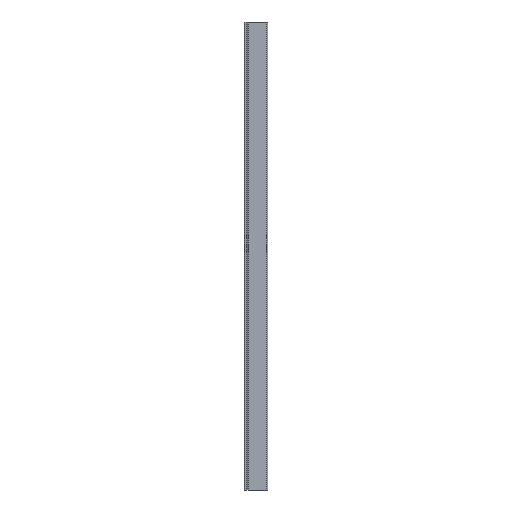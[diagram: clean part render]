
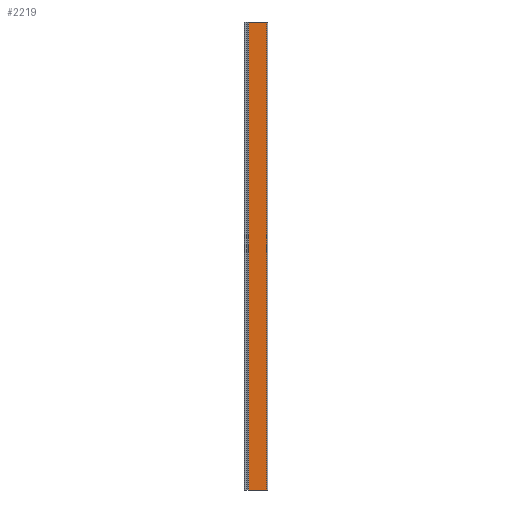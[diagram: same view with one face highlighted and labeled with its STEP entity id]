
A CAD part, left-side view. The second image highlights one B-rep face of the part: STEP entity #2219.
In plain terms, the highlighted planar face has unit normal (-1, 0, 0).
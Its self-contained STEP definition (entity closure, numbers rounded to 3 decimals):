
#2 = LINE ( 'NONE', #771, #2482 ) ;
#40 = PLANE ( 'NONE',  #1158 ) ;
#228 = ORIENTED_EDGE ( 'NONE', *, *, #486, .F. ) ;
#285 = LINE ( 'NONE', #299, #2512 ) ;
#299 = CARTESIAN_POINT ( 'NONE',  ( -19.4, -76.2, 0. ) ) ;
#376 = ORIENTED_EDGE ( 'NONE', *, *, #2498, .T. ) ;
#421 = DIRECTION ( 'NONE',  ( 0., -1., 0. ) ) ;
#423 = CARTESIAN_POINT ( 'NONE',  ( -19.4, 5.406, -2000. ) ) ;
#428 = VERTEX_POINT ( 'NONE', #689 ) ;
#486 = EDGE_CURVE ( 'NONE', #2049, #428, #285, .T. ) ;
#689 = CARTESIAN_POINT ( 'NONE',  ( -19.4, -73.5, 0. ) ) ;
#771 = CARTESIAN_POINT ( 'NONE',  ( -19.4, -73.5, -250. ) ) ;
#840 = VECTOR ( 'NONE', #2462, 1000. ) ;
#906 = DIRECTION ( 'NONE',  ( 0., -1., 0. ) ) ;
#1124 = EDGE_CURVE ( 'NONE', #1430, #2360, #2570, .T. ) ;
#1158 = AXIS2_PLACEMENT_3D ( 'NONE', #1662, #1658, #2089 ) ;
#1237 = VECTOR ( 'NONE', #421, 1000. ) ;
#1430 = VERTEX_POINT ( 'NONE', #1604 ) ;
#1604 = CARTESIAN_POINT ( 'NONE',  ( -19.4, 5.406, -2000. ) ) ;
#1658 = DIRECTION ( 'NONE',  ( -1., 0., 0. ) ) ;
#1662 = CARTESIAN_POINT ( 'NONE',  ( -19.4, 6.937, -287.5 ) ) ;
#1739 = CARTESIAN_POINT ( 'NONE',  ( -19.4, 5.406, 0. ) ) ;
#1863 = EDGE_CURVE ( 'NONE', #428, #2360, #2, .T. ) ;
#1941 = DIRECTION ( 'NONE',  ( 0., 0., -1. ) ) ;
#1962 = CARTESIAN_POINT ( 'NONE',  ( -19.4, -73.5, -2000. ) ) ;
#2049 = VERTEX_POINT ( 'NONE', #1739 ) ;
#2089 = DIRECTION ( 'NONE',  ( 0., 0., 1. ) ) ;
#2204 = FACE_OUTER_BOUND ( 'NONE', #2638, .T. ) ;
#2219 = ADVANCED_FACE ( 'NONE', ( #2204 ), #40, .T. ) ;
#2258 = ORIENTED_EDGE ( 'NONE', *, *, #1863, .F. ) ;
#2360 = VERTEX_POINT ( 'NONE', #1962 ) ;
#2462 = DIRECTION ( 'NONE',  ( 0., 0., -1. ) ) ;
#2476 = LINE ( 'NONE', #2516, #840 ) ;
#2482 = VECTOR ( 'NONE', #1941, 1000. ) ;
#2498 = EDGE_CURVE ( 'NONE', #2049, #1430, #2476, .T. ) ;
#2512 = VECTOR ( 'NONE', #906, 1000. ) ;
#2516 = CARTESIAN_POINT ( 'NONE',  ( -19.4, 5.406, -287.5 ) ) ;
#2570 = LINE ( 'NONE', #423, #1237 ) ;
#2599 = ORIENTED_EDGE ( 'NONE', *, *, #1124, .T. ) ;
#2638 = EDGE_LOOP ( 'NONE', ( #376, #2599, #2258, #228 ) ) ;
